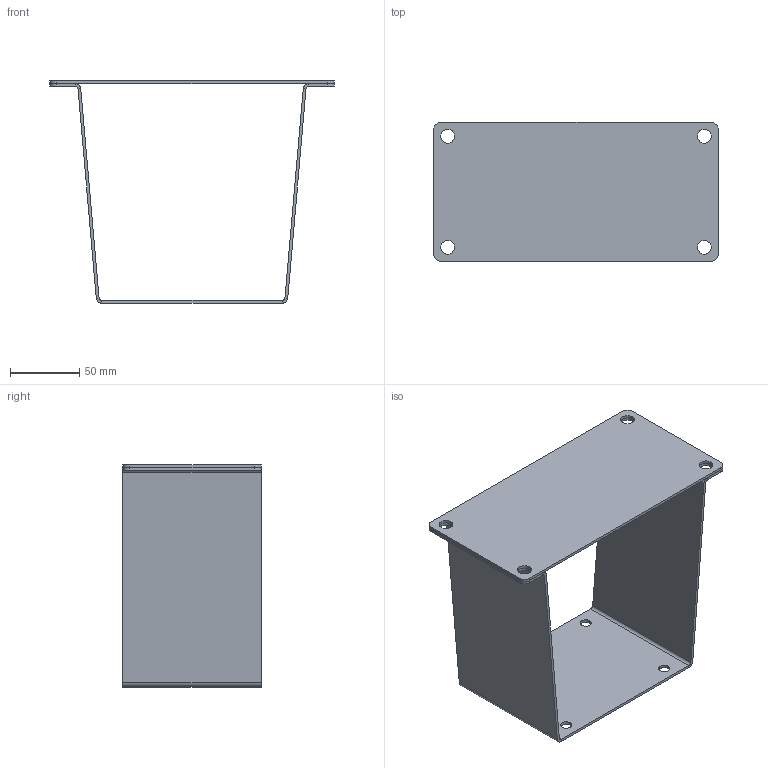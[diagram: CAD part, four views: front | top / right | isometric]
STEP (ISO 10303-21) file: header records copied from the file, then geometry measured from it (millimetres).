
FILE_DESCRIPTION (( 'STEP AP203' ), '1' );
FILE_NAME ('1SE6005_Motor support DIC 120.STEP', '2022-02-21T11:04:03', ( '' ), ( '' ), 'SwSTEP 2.0', 'SolidWorks 2018', '' );
FILE_SCHEMA (( 'CONFIG_CONTROL_DESIGN' ));
Length unit declared in the file: millimetre
Products named in the file (3): 1SE6005_Motor support DIC 120; G888; G889
Assembly tree (2 placements, depth 2):
  1SE6005_Motor support DIC 120
    G888
    G889
Bounding box: 205 x 100 x 160.26 mm (x, y, z)
Volume: 136693 mm3; surface area: 140931.1 mm2
Topology: 2 solids, 2 shells, 76 faces, 184 edges, 112 vertices
Faces by surface type: cylinder 40, plane 36
Entity records: 2565 total; most frequent: DIRECTION 426, CARTESIAN_POINT 377, ORIENTED_EDGE 368, EDGE_CURVE 184, AXIS2_PLACEMENT_3D 161, VERTEX_POINT 112, VECTOR 104, LINE 104
